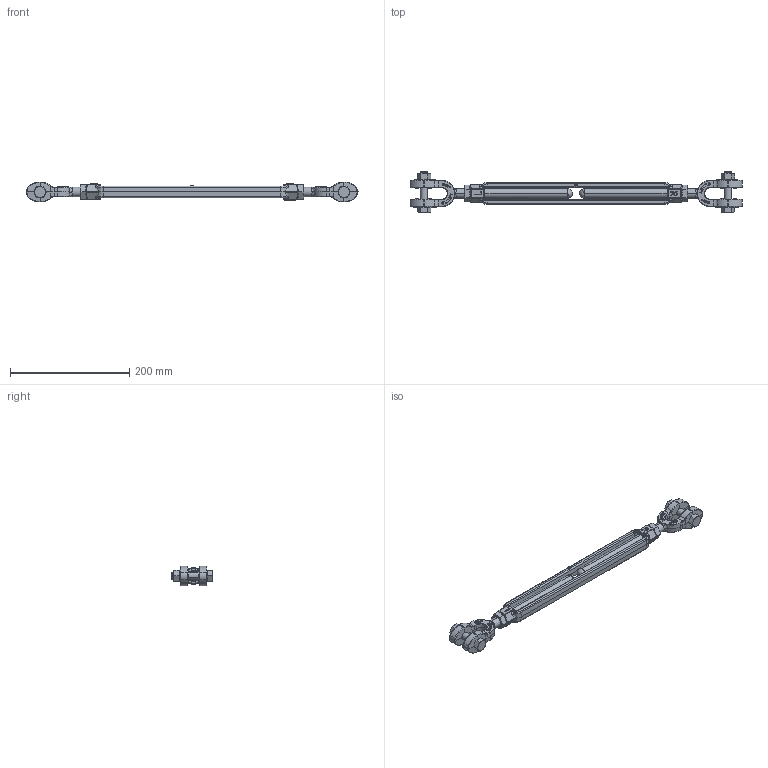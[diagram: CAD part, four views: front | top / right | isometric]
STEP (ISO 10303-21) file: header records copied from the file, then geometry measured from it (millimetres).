
FILE_DESCRIPTION(('STEP AP214'),'1');
FILE_NAME('ssgpgg1612.stp','2017-04-07T04:21:52',('TraceParts'),('TraceParts S.A.'),'Spatial InterOp 3D',' ',' ');
FILE_SCHEMA(('automotive_design'));
Length unit declared in the file: millimetre
Products named in the file (12): ssgpgg1612_1; ssgpgg1612_2; ssgpgg1612_3; ssgpgg1612_4; ssgpgg1612_5; ssgpgg1612_6; ssgpgg1612_7; ssgpgg1612_8; ssgpgg1612_9; ssgpgg1612_10; ssgpgg1612_11; ssgpgg1612_12
Bounding box: 556 x 68 x 33.05 mm (x, y, z)
Volume: 305036.7 mm3; surface area: 97731.7 mm2
Topology: 12 solids, 12 shells, 1044 faces, 2564 edges, 1546 vertices
Faces by surface type: plane 342, bspline 318, cylinder 206, cone 116, torus 32, sphere 30
Entity records: 56116 total; most frequent: CARTESIAN_POINT 25494, ORIENTED_EDGE 5088, DIRECTION 3808, EDGE_CURVE 2544, VERTEX_POINT 1546, AXIS2_PLACEMENT_3D 1334, LINE 1140, VECTOR 1140
